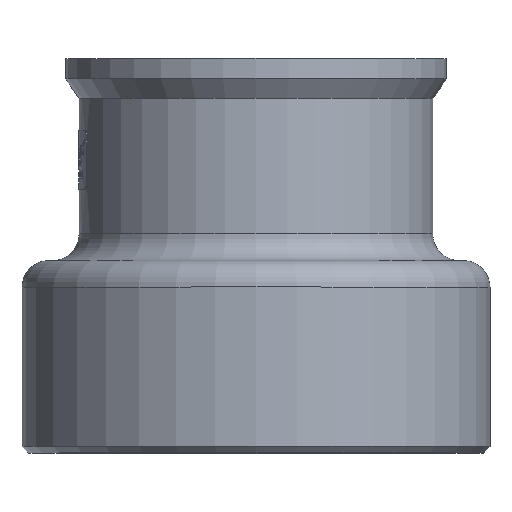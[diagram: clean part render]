
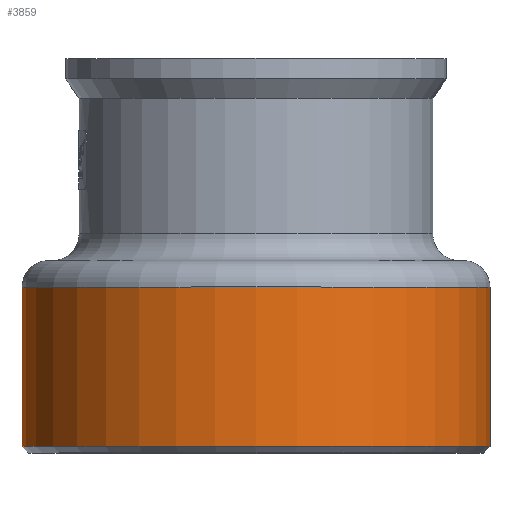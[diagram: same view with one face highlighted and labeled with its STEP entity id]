
A CAD part, top view. The second image highlights one B-rep face of the part: STEP entity #3859.
In plain terms, the highlighted cylindrical face has radius 35 mm (diameter 70 mm), a full revolution.
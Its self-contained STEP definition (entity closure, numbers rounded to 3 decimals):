
#47=FACE_BOUND('',#1171,.T.);
#921=FACE_OUTER_BOUND('',#1170,.T.);
#1170=EDGE_LOOP('',(#3557));
#1171=EDGE_LOOP('',(#3558));
#1294=CIRCLE('',#4165,35.);
#1295=CIRCLE('',#4167,35.);
#1904=VERTEX_POINT('',#9974);
#1905=VERTEX_POINT('',#9977);
#2471=EDGE_CURVE('',#1904,#1904,#1294,.T.);
#2472=EDGE_CURVE('',#1905,#1905,#1295,.T.);
#3557=ORIENTED_EDGE('',*,*,#2472,.F.);
#3558=ORIENTED_EDGE('',*,*,#2471,.F.);
#3643=CYLINDRICAL_SURFACE('',#4166,35.);
#3859=ADVANCED_FACE('',(#921,#47),#3643,.T.);
#4165=AXIS2_PLACEMENT_3D('',#9975,#5006,#5007);
#4166=AXIS2_PLACEMENT_3D('',#9976,#5008,#5009);
#4167=AXIS2_PLACEMENT_3D('',#9978,#5010,#5011);
#5006=DIRECTION('center_axis',(0.,-1.,0.));
#5007=DIRECTION('ref_axis',(-1.,0.,0.));
#5008=DIRECTION('center_axis',(0.,-1.,0.));
#5009=DIRECTION('ref_axis',(1.,0.,0.));
#5010=DIRECTION('center_axis',(0.,1.,0.));
#5011=DIRECTION('ref_axis',(-1.,0.,0.));
#9974=CARTESIAN_POINT('',(35.,1.,0.));
#9975=CARTESIAN_POINT('Origin',(0.,1.,0.));
#9976=CARTESIAN_POINT('Origin',(0.,14.4,0.));
#9977=CARTESIAN_POINT('',(35.,24.8,0.));
#9978=CARTESIAN_POINT('Origin',(0.,24.8,0.));
